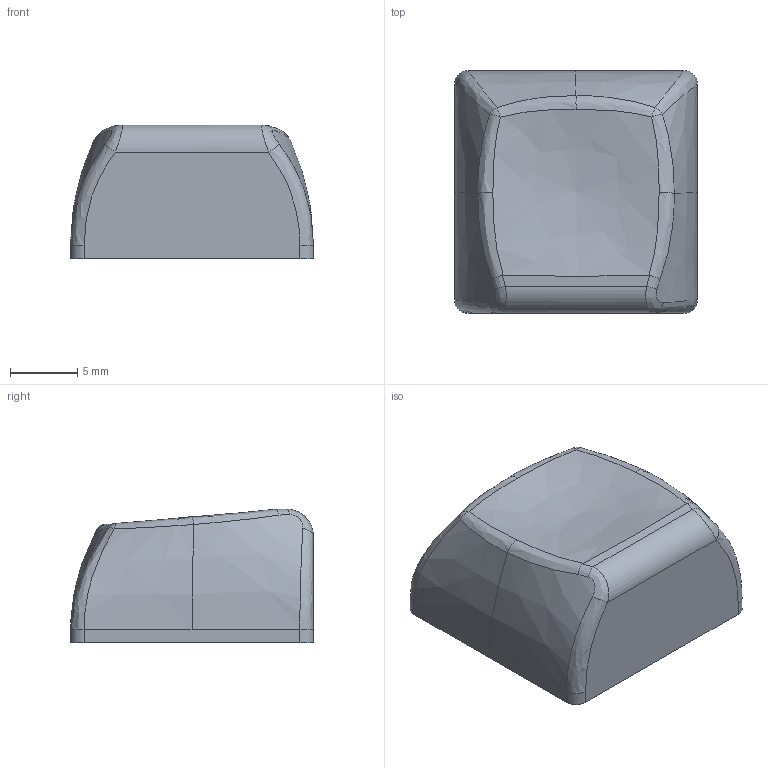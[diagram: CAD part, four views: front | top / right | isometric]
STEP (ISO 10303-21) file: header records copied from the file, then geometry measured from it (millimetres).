
FILE_DESCRIPTION(/* description */ ('','CAx-IF Rec.Pracs.---Representation and Presentation of Product Manufacturing Information (PMI)---4.0---2014-10-13'),/* implementation_level */ '2;1');
FILE_NAME(/* name */ 'Standard Keycap (FOR FDM PRINTING).step',/* time_stamp */ '2025-02-23T22:51:49+02:00',/* author */ (''),/* organization */ (''),/* preprocessor_version */ 'ST-DEVELOPER v20',/* originating_system */ 'Autodesk Translation Framework v13.20.0.188',/* authorisation */ '');
FILE_SCHEMA (('AP242_MANAGED_MODEL_BASED_3D_ENGINEERING_MIM_LF { 1 0 10303 442 1 1 4 }'));
Length unit declared in the file: millimetre
Products named in the file (1): Keycap
Bounding box: 18 x 18 x 9.91 mm (x, y, z)
Volume: 886.9 mm3; surface area: 1522.4 mm2
Topology: 1 solids, 1 shells, 55 faces, 147 edges, 95 vertices
Faces by surface type: bspline 34, plane 10, cylinder 9, sphere 2
Entity records: 3969 total; most frequent: CARTESIAN_POINT 2789, ORIENTED_EDGE 294, EDGE_CURVE 147, DIRECTION 143, VERTEX_POINT 95, B_SPLINE_CURVE_WITH_KNOTS 74, EDGE_LOOP 56, FACE_OUTER_BOUND 55
